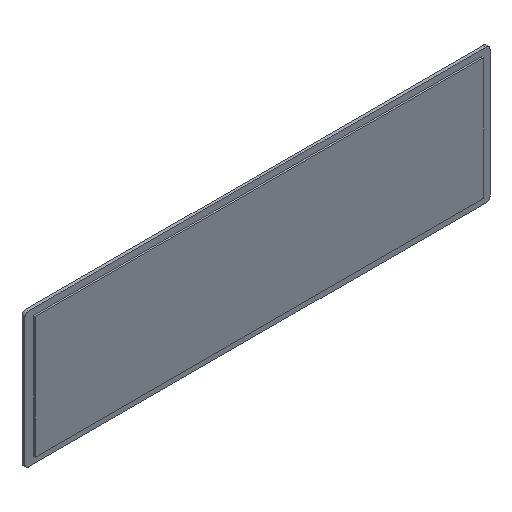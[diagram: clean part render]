
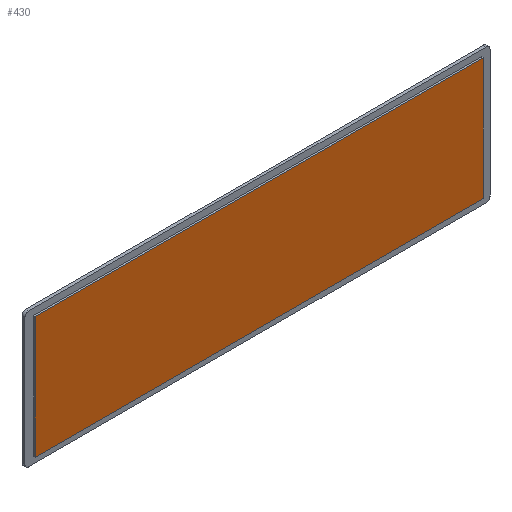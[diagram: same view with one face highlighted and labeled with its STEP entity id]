
A CAD part, isometric view. The second image highlights one B-rep face of the part: STEP entity #430.
In plain terms, the highlighted planar face has unit normal (0, -1, 0).
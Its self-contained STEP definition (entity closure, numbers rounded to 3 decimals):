
#121=DIRECTION('',(-1.,0.,0.));
#122=VECTOR('',#121,233.5);
#123=CARTESIAN_POINT('',(116.875,83.85,43.825));
#124=LINE('',#123,#122);
#133=DIRECTION('',(0.,0.,1.));
#134=VECTOR('',#133,63.5);
#135=CARTESIAN_POINT('',(116.875,83.85,-19.675));
#136=LINE('',#135,#134);
#141=DIRECTION('',(1.,0.,0.));
#142=VECTOR('',#141,233.5);
#143=CARTESIAN_POINT('',(-116.625,83.85,-19.675));
#144=LINE('',#143,#142);
#145=DIRECTION('',(0.,0.,-1.));
#146=VECTOR('',#145,63.5);
#147=CARTESIAN_POINT('',(-116.625,83.85,43.825));
#148=LINE('',#147,#146);
#193=CARTESIAN_POINT('',(116.875,83.85,-19.675));
#194=VERTEX_POINT('',#193);
#195=CARTESIAN_POINT('',(116.875,83.85,43.825));
#196=VERTEX_POINT('',#195);
#197=CARTESIAN_POINT('',(-116.625,83.85,43.825));
#198=VERTEX_POINT('',#197);
#199=CARTESIAN_POINT('',(-116.625,83.85,-19.675));
#200=VERTEX_POINT('',#199);
#419=CARTESIAN_POINT('',(0.125,83.85,12.075));
#420=DIRECTION('',(0.,1.,0.));
#421=DIRECTION('',(0.,0.,1.));
#422=AXIS2_PLACEMENT_3D('',#419,#420,#421);
#423=PLANE('',#422);
#424=ORIENTED_EDGE('',*,*,#399,.F.);
#425=ORIENTED_EDGE('',*,*,#412,.F.);
#426=ORIENTED_EDGE('',*,*,#370,.F.);
#427=ORIENTED_EDGE('',*,*,#385,.F.);
#428=EDGE_LOOP('',(#424,#425,#426,#427));
#429=FACE_OUTER_BOUND('',#428,.F.);
#430=ADVANCED_FACE('',(#429),#423,.F.);
#370=EDGE_CURVE('',#196,#198,#124,.T.);
#385=EDGE_CURVE('',#194,#196,#136,.T.);
#399=EDGE_CURVE('',#200,#194,#144,.T.);
#412=EDGE_CURVE('',#198,#200,#148,.T.);
